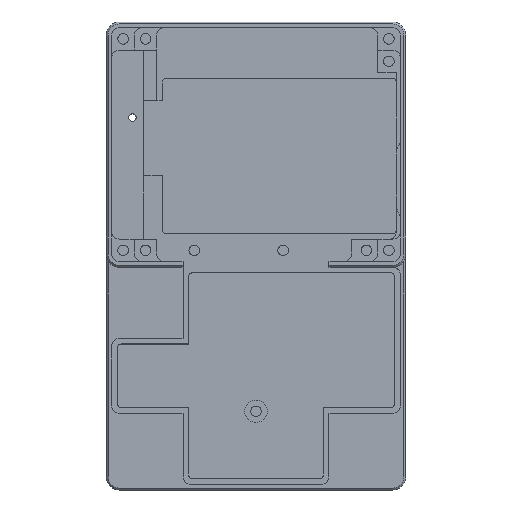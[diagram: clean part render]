
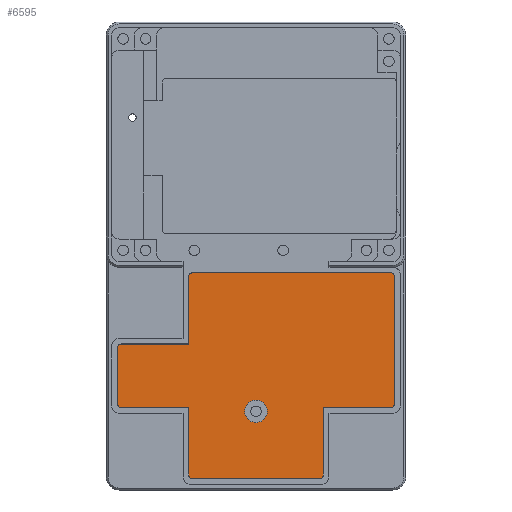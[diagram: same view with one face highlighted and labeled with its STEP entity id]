
A CAD part, top view. The second image highlights one B-rep face of the part: STEP entity #6595.
In plain terms, the highlighted planar face has unit normal (0, 0, 1).
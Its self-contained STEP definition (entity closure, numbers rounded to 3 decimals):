
#4647 = VERTEX_POINT('',#4648);
#4648 = CARTESIAN_POINT('',(4.,-86.,2.5));
#4654 = EDGE_CURVE('',#4647,#4655,#4657,.T.);
#4655 = VERTEX_POINT('',#4656);
#4656 = CARTESIAN_POINT('',(3.,-87.,2.5));
#4657 = CIRCLE('',#4658,1.);
#4658 = AXIS2_PLACEMENT_3D('',#4659,#4660,#4661);
#4659 = CARTESIAN_POINT('',(4.,-87.,2.5));
#4660 = DIRECTION('',(0.,0.,1.));
#4661 = DIRECTION('',(1.,0.,0.));
#4679 = EDGE_CURVE('',#4647,#4680,#4682,.T.);
#4680 = VERTEX_POINT('',#4681);
#4681 = CARTESIAN_POINT('',(22.,-86.,2.5));
#4682 = LINE('',#4683,#4684);
#4683 = CARTESIAN_POINT('',(4.,-86.,2.5));
#4684 = VECTOR('',#4685,1.);
#4685 = DIRECTION('',(1.,0.,0.));
#4703 = VERTEX_POINT('',#4704);
#4704 = CARTESIAN_POINT('',(3.,-102.,2.5));
#4710 = EDGE_CURVE('',#4703,#4655,#4711,.T.);
#4711 = LINE('',#4712,#4713);
#4712 = CARTESIAN_POINT('',(3.,-102.,2.5));
#4713 = VECTOR('',#4714,1.);
#4714 = DIRECTION('',(0.,1.,0.));
#4727 = EDGE_CURVE('',#4680,#4728,#4730,.T.);
#4728 = VERTEX_POINT('',#4729);
#4729 = CARTESIAN_POINT('',(22.,-68.,2.5));
#4730 = LINE('',#4731,#4732);
#4731 = CARTESIAN_POINT('',(22.,-86.,2.5));
#4732 = VECTOR('',#4733,1.);
#4733 = DIRECTION('',(0.,1.,0.));
#4751 = EDGE_CURVE('',#4703,#4752,#4754,.T.);
#4752 = VERTEX_POINT('',#4753);
#4753 = CARTESIAN_POINT('',(4.,-103.,2.5));
#4754 = CIRCLE('',#4755,1.);
#4755 = AXIS2_PLACEMENT_3D('',#4756,#4757,#4758);
#4756 = CARTESIAN_POINT('',(4.,-102.,2.5));
#4757 = DIRECTION('',(0.,0.,1.));
#4758 = DIRECTION('',(1.,0.,0.));
#4776 = VERTEX_POINT('',#4777);
#4777 = CARTESIAN_POINT('',(23.,-67.,2.5));
#4783 = EDGE_CURVE('',#4776,#4728,#4784,.T.);
#4784 = CIRCLE('',#4785,1.);
#4785 = AXIS2_PLACEMENT_3D('',#4786,#4787,#4788);
#4786 = CARTESIAN_POINT('',(23.,-68.,2.5));
#4787 = DIRECTION('',(0.,0.,1.));
#4788 = DIRECTION('',(1.,0.,0.));
#4801 = VERTEX_POINT('',#4802);
#4802 = CARTESIAN_POINT('',(22.,-103.,2.5));
#4808 = EDGE_CURVE('',#4801,#4752,#4809,.T.);
#4809 = LINE('',#4810,#4811);
#4810 = CARTESIAN_POINT('',(22.,-103.,2.5));
#4811 = VECTOR('',#4812,1.);
#4812 = DIRECTION('',(-1.,0.,0.));
#4825 = EDGE_CURVE('',#4776,#4826,#4828,.T.);
#4826 = VERTEX_POINT('',#4827);
#4827 = CARTESIAN_POINT('',(76.,-67.,2.5));
#4828 = LINE('',#4829,#4830);
#4829 = CARTESIAN_POINT('',(23.,-67.,2.5));
#4830 = VECTOR('',#4831,1.);
#4831 = DIRECTION('',(1.,0.,0.));
#4849 = VERTEX_POINT('',#4850);
#4850 = CARTESIAN_POINT('',(22.,-121.,2.5));
#4856 = EDGE_CURVE('',#4849,#4801,#4857,.T.);
#4857 = LINE('',#4858,#4859);
#4858 = CARTESIAN_POINT('',(22.,-121.,2.5));
#4859 = VECTOR('',#4860,1.);
#4860 = DIRECTION('',(0.,1.,0.));
#4873 = VERTEX_POINT('',#4874);
#4874 = CARTESIAN_POINT('',(77.,-68.,2.5));
#4880 = EDGE_CURVE('',#4873,#4826,#4881,.T.);
#4881 = CIRCLE('',#4882,1.);
#4882 = AXIS2_PLACEMENT_3D('',#4883,#4884,#4885);
#4883 = CARTESIAN_POINT('',(76.,-68.,2.5));
#4884 = DIRECTION('',(0.,0.,1.));
#4885 = DIRECTION('',(1.,0.,0.));
#4898 = EDGE_CURVE('',#4849,#4899,#4901,.T.);
#4899 = VERTEX_POINT('',#4900);
#4900 = CARTESIAN_POINT('',(23.,-122.,2.5));
#4901 = CIRCLE('',#4902,1.);
#4902 = AXIS2_PLACEMENT_3D('',#4903,#4904,#4905);
#4903 = CARTESIAN_POINT('',(23.,-121.,2.5));
#4904 = DIRECTION('',(0.,0.,1.));
#4905 = DIRECTION('',(1.,0.,0.));
#4923 = EDGE_CURVE('',#4873,#4924,#4926,.T.);
#4924 = VERTEX_POINT('',#4925);
#4925 = CARTESIAN_POINT('',(77.,-102.,2.5));
#4926 = LINE('',#4927,#4928);
#4927 = CARTESIAN_POINT('',(77.,-68.,2.5));
#4928 = VECTOR('',#4929,1.);
#4929 = DIRECTION('',(0.,-1.,0.));
#4947 = VERTEX_POINT('',#4948);
#4948 = CARTESIAN_POINT('',(57.,-122.,2.5));
#4954 = EDGE_CURVE('',#4947,#4899,#4955,.T.);
#4955 = LINE('',#4956,#4957);
#4956 = CARTESIAN_POINT('',(57.,-122.,2.5));
#4957 = VECTOR('',#4958,1.);
#4958 = DIRECTION('',(-1.,0.,0.));
#4971 = VERTEX_POINT('',#4972);
#4972 = CARTESIAN_POINT('',(76.,-103.,2.5));
#4978 = EDGE_CURVE('',#4971,#4924,#4979,.T.);
#4979 = CIRCLE('',#4980,1.);
#4980 = AXIS2_PLACEMENT_3D('',#4981,#4982,#4983);
#4981 = CARTESIAN_POINT('',(76.,-102.,2.5));
#4982 = DIRECTION('',(0.,0.,1.));
#4983 = DIRECTION('',(1.,0.,0.));
#4996 = EDGE_CURVE('',#4947,#4997,#4999,.T.);
#4997 = VERTEX_POINT('',#4998);
#4998 = CARTESIAN_POINT('',(58.,-121.,2.5));
#4999 = CIRCLE('',#5000,1.);
#5000 = AXIS2_PLACEMENT_3D('',#5001,#5002,#5003);
#5001 = CARTESIAN_POINT('',(57.,-121.,2.5));
#5002 = DIRECTION('',(0.,0.,1.));
#5003 = DIRECTION('',(1.,0.,0.));
#5021 = EDGE_CURVE('',#4971,#5022,#5024,.T.);
#5022 = VERTEX_POINT('',#5023);
#5023 = CARTESIAN_POINT('',(58.,-103.,2.5));
#5024 = LINE('',#5025,#5026);
#5025 = CARTESIAN_POINT('',(76.,-103.,2.5));
#5026 = VECTOR('',#5027,1.);
#5027 = DIRECTION('',(-1.,0.,0.));
#5045 = EDGE_CURVE('',#5022,#4997,#5046,.T.);
#5046 = LINE('',#5047,#5048);
#5047 = CARTESIAN_POINT('',(58.,-103.,2.5));
#5048 = VECTOR('',#5049,1.);
#5049 = DIRECTION('',(0.,-1.,0.));
#6595 = ADVANCED_FACE('',(#6596,#6615),#6626,.T.);
#6596 = FACE_BOUND('',#6597,.F.);
#6597 = EDGE_LOOP('',(#6598,#6599,#6600,#6601,#6602,#6603,#6604,#6605,
    #6606,#6607,#6608,#6609,#6610,#6611,#6612,#6613,#6614));
#6598 = ORIENTED_EDGE('',*,*,#4679,.T.);
#6599 = ORIENTED_EDGE('',*,*,#4727,.T.);
#6600 = ORIENTED_EDGE('',*,*,#4783,.F.);
#6601 = ORIENTED_EDGE('',*,*,#4825,.T.);
#6602 = ORIENTED_EDGE('',*,*,#4880,.F.);
#6603 = ORIENTED_EDGE('',*,*,#4923,.T.);
#6604 = ORIENTED_EDGE('',*,*,#4978,.F.);
#6605 = ORIENTED_EDGE('',*,*,#5021,.T.);
#6606 = ORIENTED_EDGE('',*,*,#5045,.T.);
#6607 = ORIENTED_EDGE('',*,*,#4996,.F.);
#6608 = ORIENTED_EDGE('',*,*,#4954,.T.);
#6609 = ORIENTED_EDGE('',*,*,#4898,.F.);
#6610 = ORIENTED_EDGE('',*,*,#4856,.T.);
#6611 = ORIENTED_EDGE('',*,*,#4808,.T.);
#6612 = ORIENTED_EDGE('',*,*,#4751,.F.);
#6613 = ORIENTED_EDGE('',*,*,#4710,.T.);
#6614 = ORIENTED_EDGE('',*,*,#4654,.F.);
#6615 = FACE_BOUND('',#6616,.F.);
#6616 = EDGE_LOOP('',(#6617));
#6617 = ORIENTED_EDGE('',*,*,#6618,.T.);
#6618 = EDGE_CURVE('',#6619,#6619,#6621,.T.);
#6619 = VERTEX_POINT('',#6620);
#6620 = CARTESIAN_POINT('',(43.,-104.,2.5));
#6621 = CIRCLE('',#6622,3.);
#6622 = AXIS2_PLACEMENT_3D('',#6623,#6624,#6625);
#6623 = CARTESIAN_POINT('',(40.,-104.,2.5));
#6624 = DIRECTION('',(0.,0.,1.));
#6625 = DIRECTION('',(1.,0.,0.));
#6626 = PLANE('',#6627);
#6627 = AXIS2_PLACEMENT_3D('',#6628,#6629,#6630);
#6628 = CARTESIAN_POINT('',(41.365,-93.698,2.5));
#6629 = DIRECTION('',(0.,0.,1.));
#6630 = DIRECTION('',(1.,0.,0.));
